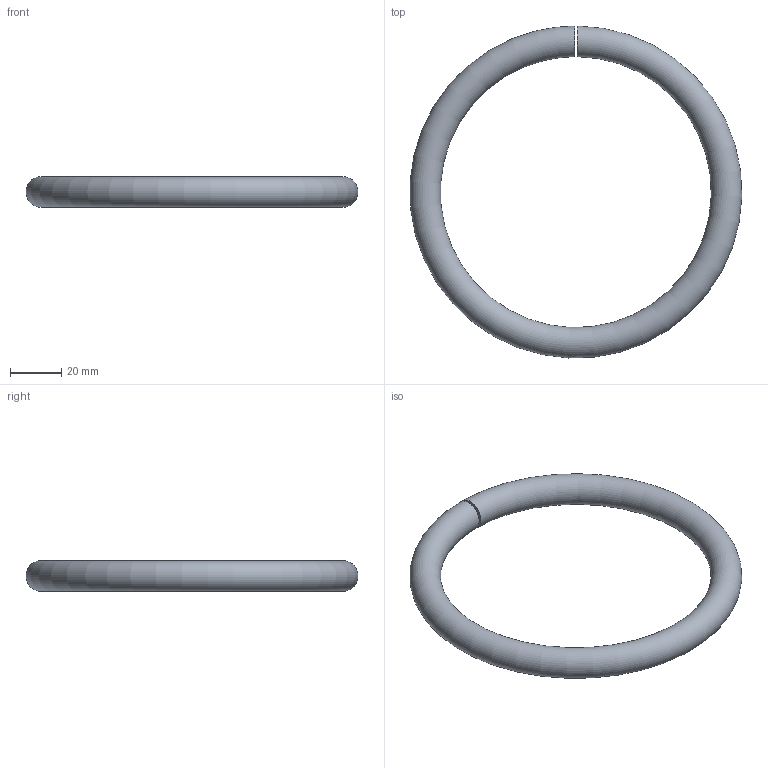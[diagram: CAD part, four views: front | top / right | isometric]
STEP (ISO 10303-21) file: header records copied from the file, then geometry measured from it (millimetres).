
FILE_DESCRIPTION (( 'STEP AP203' ), '1' );
FILE_NAME ('5630-130.step', '2020-05-18T06:55:29', ( '' ), ( '' ), 'SwSTEP 2.0', 'SolidWorks 2015', '' );
FILE_SCHEMA (( 'CONFIG_CONTROL_DESIGN' ));
Length unit declared in the file: millimetre
Products named in the file (1): 5630-130
Bounding box: 129.81 x 129.91 x 12 mm (x, y, z)
Volume: 41796.5 mm3; surface area: 14165 mm2
Topology: 1 solids, 1 shells, 3 faces, 3 edges, 2 vertices
Faces by surface type: plane 2, torus 1
Entity records: 289 total; most frequent: CARTESIAN_POINT 172, DIRECTION 8, PERSON_AND_ORGANIZATION 8, DATE_AND_TIME 5, COORDINATED_UNIVERSAL_TIME_OFFSET 5, CC_DESIGN_PERSON_AND_ORGANIZATION_ASSIGNMENT 5, LOCAL_TIME 5, CALENDAR_DATE 5
